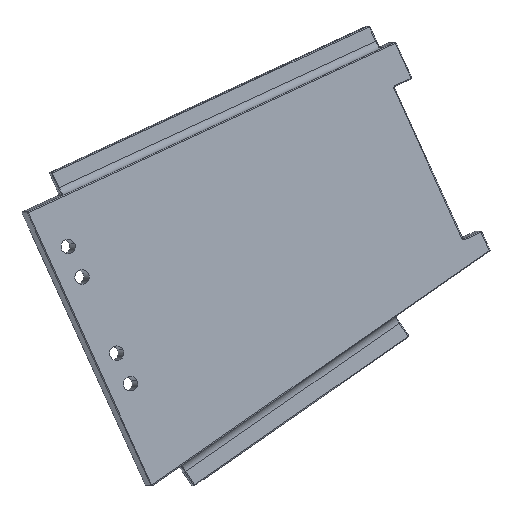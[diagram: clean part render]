
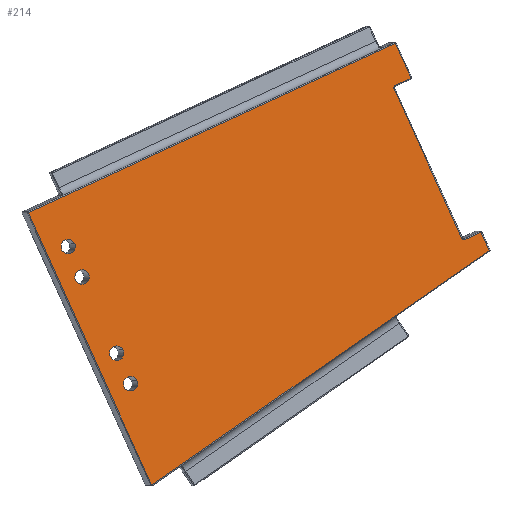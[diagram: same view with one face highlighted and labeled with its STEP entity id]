
A CAD part, front view. The second image highlights one B-rep face of the part: STEP entity #214.
In plain terms, the highlighted face is planar.
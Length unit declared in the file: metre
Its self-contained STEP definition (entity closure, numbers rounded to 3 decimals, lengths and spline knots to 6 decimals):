
#214=ADVANCED_FACE('0:211',(#448,#449,#450,#451,#452),#453,.T.);
#448=FACE_OUTER_BOUND('',#741,.T.);
#449=FACE_BOUND('',#742,.T.);
#450=FACE_BOUND('',#743,.T.);
#451=FACE_BOUND('',#744,.T.);
#452=FACE_BOUND('',#745,.T.);
#453=PLANE('',#746);
#741=EDGE_LOOP('',(#1440,#1441,#1442,#1443,#1444,#1445,#1446,#1447,#1448,#1449));
#742=EDGE_LOOP('',(#1450,#1451));
#743=EDGE_LOOP('',(#1452,#1453));
#744=EDGE_LOOP('',(#1454,#1455));
#745=EDGE_LOOP('',(#1456,#1457));
#746=AXIS2_PLACEMENT_3D('',#1458,#1459,#1460);
#1440=ORIENTED_EDGE('',*,*,#2114,.F.);
#1441=ORIENTED_EDGE('',*,*,#2115,.F.);
#1442=ORIENTED_EDGE('',*,*,#2116,.F.);
#1443=ORIENTED_EDGE('',*,*,#2117,.F.);
#1444=ORIENTED_EDGE('',*,*,#2118,.F.);
#1445=ORIENTED_EDGE('',*,*,#2119,.F.);
#1446=ORIENTED_EDGE('',*,*,#2120,.F.);
#1447=ORIENTED_EDGE('',*,*,#2121,.F.);
#1448=ORIENTED_EDGE('',*,*,#2122,.F.);
#1449=ORIENTED_EDGE('',*,*,#2123,.F.);
#1450=ORIENTED_EDGE('',*,*,#1992,.F.);
#1451=ORIENTED_EDGE('',*,*,#2011,.F.);
#1452=ORIENTED_EDGE('',*,*,#1996,.F.);
#1453=ORIENTED_EDGE('',*,*,#2009,.F.);
#1454=ORIENTED_EDGE('',*,*,#2000,.F.);
#1455=ORIENTED_EDGE('',*,*,#2007,.F.);
#1456=ORIENTED_EDGE('',*,*,#2004,.F.);
#1457=ORIENTED_EDGE('',*,*,#2005,.F.);
#1458=CARTESIAN_POINT('',(8.279825,-0.336481,-1.582968));
#1459=DIRECTION('',(0.044,0.999,0.));
#1460=DIRECTION('',(0.,0.0,-1.0));
#1992=EDGE_CURVE('0:420',#2361,#2357,#2363,.T.);
#1996=EDGE_CURVE('0:414',#2369,#2365,#2371,.T.);
#2000=EDGE_CURVE('0:408',#2377,#2373,#2379,.T.);
#2004=EDGE_CURVE('0:402',#2385,#2381,#2387,.T.);
#2005=EDGE_CURVE('0:402',#2381,#2385,#2388,.T.);
#2007=EDGE_CURVE('0:408',#2373,#2377,#2390,.T.);
#2009=EDGE_CURVE('0:414',#2365,#2369,#2392,.T.);
#2011=EDGE_CURVE('0:420',#2357,#2361,#2394,.T.);
#2114=EDGE_CURVE('0:747',#2550,#2551,#2552,.T.);
#2115=EDGE_CURVE('0:750',#2553,#2550,#2554,.T.);
#2116=EDGE_CURVE('0:753',#2555,#2553,#2556,.F.);
#2117=EDGE_CURVE('0:756',#2557,#2555,#2558,.F.);
#2118=EDGE_CURVE('0:759',#2559,#2557,#2560,.T.);
#2119=EDGE_CURVE('0:762',#2561,#2559,#2562,.T.);
#2120=EDGE_CURVE('0:765',#2563,#2561,#2564,.T.);
#2121=EDGE_CURVE('0:768',#2565,#2563,#2566,.T.);
#2122=EDGE_CURVE('0:771',#2567,#2565,#2568,.T.);
#2123=EDGE_CURVE('0:774',#2551,#2567,#2569,.T.);
#2357=VERTEX_POINT('',#3285);
#2361=VERTEX_POINT('',#3290);
#2363=CIRCLE('',#3293,0.008647);
#2365=VERTEX_POINT('',#3295);
#2369=VERTEX_POINT('',#3300);
#2371=CIRCLE('',#3303,0.008647);
#2373=VERTEX_POINT('',#3305);
#2377=VERTEX_POINT('',#3310);
#2379=CIRCLE('',#3313,0.008647);
#2381=VERTEX_POINT('',#3315);
#2385=VERTEX_POINT('',#3320);
#2387=CIRCLE('',#3323,0.008647);
#2388=CIRCLE('',#3324,0.008647);
#2390=CIRCLE('',#3326,0.008647);
#2392=CIRCLE('',#3328,0.008647);
#2394=CIRCLE('',#3330,0.008647);
#2550=VERTEX_POINT('',#3660);
#2551=VERTEX_POINT('',#3661);
#2552=LINE('',#3662,#3663);
#2553=VERTEX_POINT('',#3664);
#2554=LINE('',#3665,#3666);
#2555=VERTEX_POINT('',#3667);
#2556=LINE('',#3668,#3669);
#2557=VERTEX_POINT('',#3670);
#2558=LINE('',#3671,#3672);
#2559=VERTEX_POINT('',#3673);
#2560=LINE('',#3674,#3675);
#2561=VERTEX_POINT('',#3676);
#2562=LINE('',#3677,#3678);
#2563=VERTEX_POINT('',#3679);
#2564=CIRCLE('',#3680,0.003);
#2565=VERTEX_POINT('',#3681);
#2566=LINE('',#3682,#3683);
#2567=VERTEX_POINT('',#3684);
#2568=CIRCLE('',#3685,0.003);
#2569=LINE('',#3686,#3687);
#3285=CARTESIAN_POINT('',(8.873388,-0.362397,-1.779162));
#3290=CARTESIAN_POINT('',(8.858226,-0.361735,-1.77087));
#3293=AXIS2_PLACEMENT_3D('',#4015,#4016,#4017);
#3295=CARTESIAN_POINT('',(8.856763,-0.361671,-1.815535));
#3300=CARTESIAN_POINT('',(8.8416,-0.361009,-1.807244));
#3303=AXIS2_PLACEMENT_3D('',#4023,#4024,#4025);
#3305=CARTESIAN_POINT('',(8.815199,-0.359856,-1.90647));
#3310=CARTESIAN_POINT('',(8.800036,-0.359194,-1.898179));
#3313=AXIS2_PLACEMENT_3D('',#4031,#4032,#4033);
#3315=CARTESIAN_POINT('',(8.798573,-0.35913,-1.942844));
#3320=CARTESIAN_POINT('',(8.783411,-0.358468,-1.934553));
#3323=AXIS2_PLACEMENT_3D('',#4039,#4040,#4041);
#3324=AXIS2_PLACEMENT_3D('',#4042,#4043,#4044);
#3326=AXIS2_PLACEMENT_3D('',#4048,#4049,#4050);
#3328=AXIS2_PLACEMENT_3D('',#4054,#4055,#4056);
#3330=AXIS2_PLACEMENT_3D('',#4060,#4061,#4062);
#3660=CARTESIAN_POINT('',(8.472462,-0.344892,-1.532316));
#3661=CARTESIAN_POINT('',(8.453427,-0.344061,-1.573961));
#3662=CARTESIAN_POINT('',(8.462945,-0.344476,-1.553139));
#3663=VECTOR('',#4243,0.001);
#3664=CARTESIAN_POINT('',(8.913985,-0.364169,-1.73451));
#3665=CARTESIAN_POINT('',(8.693224,-0.354531,-1.633413));
#3666=VECTOR('',#4244,0.001);
#3667=CARTESIAN_POINT('',(8.765314,-0.357678,-2.059775));
#3668=CARTESIAN_POINT('',(8.83965,-0.360924,-1.897142));
#3669=VECTOR('',#4245,0.001);
#3670=CARTESIAN_POINT('',(8.35941,-0.339956,-1.779655));
#3671=CARTESIAN_POINT('',(8.562362,-0.348817,-1.919715));
#3672=VECTOR('',#4246,0.001);
#3673=CARTESIAN_POINT('',(8.369385,-0.340391,-1.757832));
#3674=CARTESIAN_POINT('',(8.364397,-0.340174,-1.768743));
#3675=VECTOR('',#4247,0.001);
#3676=CARTESIAN_POINT('',(8.388463,-0.341224,-1.766568));
#3677=CARTESIAN_POINT('',(8.378924,-0.340808,-1.7622));
#3678=VECTOR('',#4248,0.001);
#3679=CARTESIAN_POINT('',(8.392435,-0.341398,-1.765088));
#3680=AXIS2_PLACEMENT_3D('',#4249,#4250,#4251);
#3681=CARTESIAN_POINT('',(8.473984,-0.344958,-1.586674));
#3682=CARTESIAN_POINT('',(8.43321,-0.343178,-1.675881));
#3683=VECTOR('',#4252,0.001);
#3684=CARTESIAN_POINT('',(8.472505,-0.344894,-1.582698));
#3685=AXIS2_PLACEMENT_3D('',#4253,#4254,#4255);
#3686=CARTESIAN_POINT('',(8.462966,-0.344477,-1.57833));
#3687=VECTOR('',#4256,0.001);
#4015=CARTESIAN_POINT('',(8.865807,-0.362066,-1.775016));
#4016=DIRECTION('',(0.044,0.999,0.0));
#4017=DIRECTION('',(0.999,-0.044,0.0));
#4023=CARTESIAN_POINT('',(8.849182,-0.36134,-1.81139));
#4024=DIRECTION('',(0.044,0.999,0.0));
#4025=DIRECTION('',(0.999,-0.044,0.0));
#4031=CARTESIAN_POINT('',(8.807618,-0.359525,-1.902325));
#4032=DIRECTION('',(0.044,0.999,0.0));
#4033=DIRECTION('',(0.999,-0.044,0.0));
#4039=CARTESIAN_POINT('',(8.790992,-0.358799,-1.938699));
#4040=DIRECTION('',(0.044,0.999,0.0));
#4041=DIRECTION('',(0.999,-0.044,0.0));
#4042=CARTESIAN_POINT('',(8.790992,-0.358799,-1.938699));
#4043=DIRECTION('',(0.044,0.999,0.0));
#4044=DIRECTION('',(0.999,-0.044,0.0));
#4048=CARTESIAN_POINT('',(8.807618,-0.359525,-1.902325));
#4049=DIRECTION('',(0.044,0.999,0.0));
#4050=DIRECTION('',(0.999,-0.044,0.0));
#4054=CARTESIAN_POINT('',(8.849182,-0.36134,-1.81139));
#4055=DIRECTION('',(0.044,0.999,0.0));
#4056=DIRECTION('',(0.999,-0.044,0.0));
#4060=CARTESIAN_POINT('',(8.865807,-0.362066,-1.775016));
#4061=DIRECTION('',(0.044,0.999,0.0));
#4062=DIRECTION('',(0.999,-0.044,0.0));
#4243=DIRECTION('',(-0.416,0.018,-0.909));
#4244=DIRECTION('',(-0.908,0.04,0.416));
#4245=DIRECTION('',(-0.416,0.018,-0.909));
#4246=DIRECTION('',(-0.823,0.036,0.568));
#4247=DIRECTION('',(-0.416,0.018,-0.909));
#4248=DIRECTION('',(-0.908,0.04,0.416));
#4249=CARTESIAN_POINT('',(8.38971,-0.341279,-1.76384));
#4250=DIRECTION('',(0.044,0.999,0.));
#4251=DIRECTION('',(0.999,-0.044,0.));
#4252=DIRECTION('',(-0.416,0.018,-0.909));
#4253=CARTESIAN_POINT('',(8.471259,-0.344839,-1.585426));
#4254=DIRECTION('',(0.044,0.999,0.));
#4255=DIRECTION('',(0.999,-0.044,0.));
#4256=DIRECTION('',(0.908,-0.04,-0.416));
